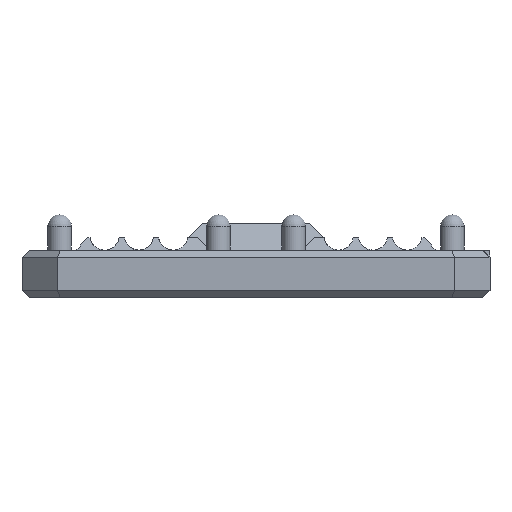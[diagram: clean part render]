
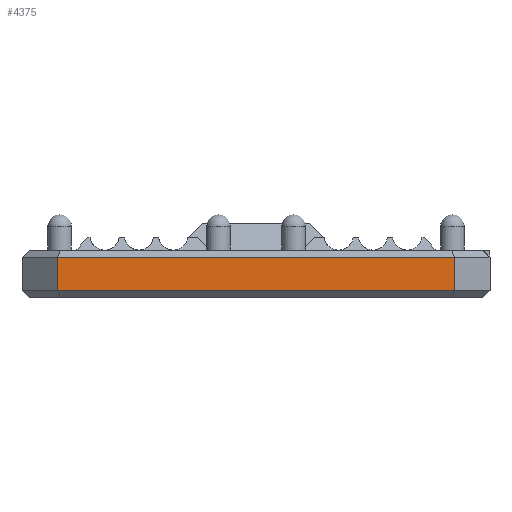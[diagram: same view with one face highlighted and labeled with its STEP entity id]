
A CAD part, left-side view. The second image highlights one B-rep face of the part: STEP entity #4375.
In plain terms, the highlighted planar face has unit normal (-1, 0, 0).
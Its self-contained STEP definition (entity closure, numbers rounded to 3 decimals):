
#391=FACE_OUTER_BOUND('',#655,.T.);
#655=EDGE_LOOP('',(#3219,#3220,#3221,#3222));
#1049=LINE('',#6434,#1504);
#1063=LINE('',#6466,#1518);
#1065=LINE('',#6470,#1520);
#1066=LINE('',#6471,#1521);
#1504=VECTOR('',#5157,10.);
#1518=VECTOR('',#5193,10.);
#1520=VECTOR('',#5197,10.);
#1521=VECTOR('',#5198,10.);
#1984=VERTEX_POINT('',#6431);
#1985=VERTEX_POINT('',#6433);
#1992=VERTEX_POINT('',#6465);
#1993=VERTEX_POINT('',#6469);
#2455=EDGE_CURVE('',#1984,#1985,#1049,.T.);
#2473=EDGE_CURVE('',#1985,#1992,#1063,.T.);
#2475=EDGE_CURVE('',#1993,#1984,#1065,.T.);
#2476=EDGE_CURVE('',#1992,#1993,#1066,.T.);
#3219=ORIENTED_EDGE('',*,*,#2455,.F.);
#3220=ORIENTED_EDGE('',*,*,#2475,.F.);
#3221=ORIENTED_EDGE('',*,*,#2476,.F.);
#3222=ORIENTED_EDGE('',*,*,#2473,.F.);
#4225=PLANE('',#4668);
#4375=ADVANCED_FACE('',(#391),#4225,.T.);
#4668=AXIS2_PLACEMENT_3D('',#6468,#5195,#5196);
#5157=DIRECTION('',(0.,-1.,0.));
#5193=DIRECTION('',(0.,0.,-1.));
#5195=DIRECTION('center_axis',(-1.,0.,0.));
#5196=DIRECTION('ref_axis',(0.,-1.,0.));
#5197=DIRECTION('',(0.,0.,1.));
#5198=DIRECTION('',(0.,1.,0.));
#6431=CARTESIAN_POINT('',(-9.899,26.698,3.4));
#6433=CARTESIAN_POINT('',(-9.899,-6.899,3.4));
#6434=CARTESIAN_POINT('',(-9.899,4.95,3.4));
#6465=CARTESIAN_POINT('',(-9.899,-6.899,0.6));
#6466=CARTESIAN_POINT('',(-9.899,-6.899,0.));
#6468=CARTESIAN_POINT('Origin',(-9.899,9.899,0.));
#6469=CARTESIAN_POINT('',(-9.899,26.698,0.6));
#6470=CARTESIAN_POINT('',(-9.899,26.698,0.));
#6471=CARTESIAN_POINT('',(-9.899,4.95,0.6));
